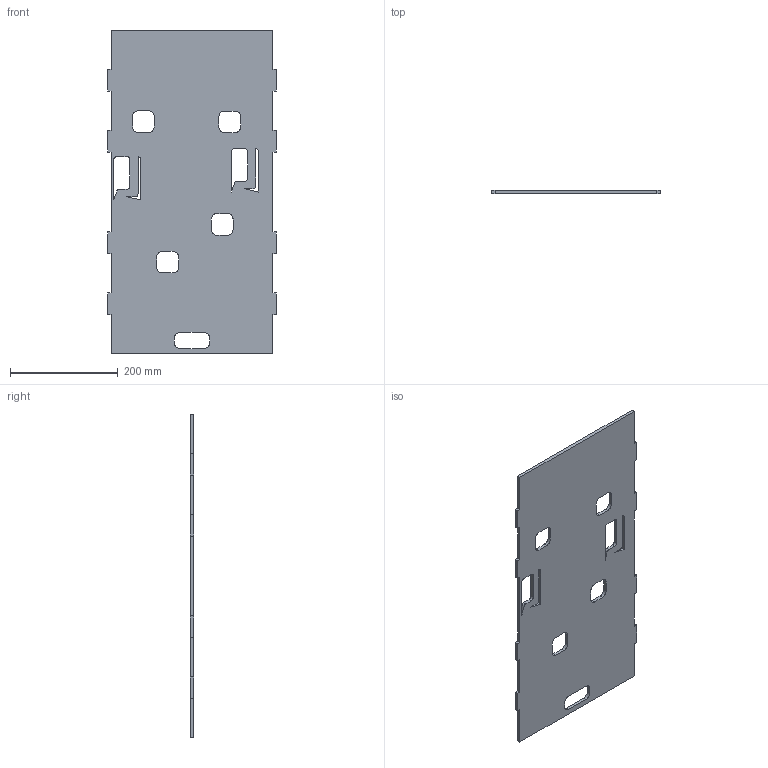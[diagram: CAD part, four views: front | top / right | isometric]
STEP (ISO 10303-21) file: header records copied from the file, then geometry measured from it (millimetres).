
FILE_DESCRIPTION (( 'STEP AP214' ), '1' );
FILE_NAME ('toppinball.STEP', '2022-05-23T00:09:09', ( '' ), ( '' ), 'SwSTEP 2.0', 'SolidWorks 2021', '' );
FILE_SCHEMA (( 'AUTOMOTIVE_DESIGN' ));
Length unit declared in the file: millimetre
Products named in the file (1): toppinball
Bounding box: 312 x 6 x 600 mm (x, y, z)
Volume: 1016344.6 mm3; surface area: 359533.1 mm2
Topology: 1 solids, 1 shells, 108 faces, 318 edges, 212 vertices
Faces by surface type: plane 76, cylinder 32
Entity records: 3656 total; most frequent: CARTESIAN_POINT 639, ORIENTED_EDGE 636, DIRECTION 600, EDGE_CURVE 318, LINE 254, VECTOR 254, VERTEX_POINT 212, AXIS2_PLACEMENT_3D 173
